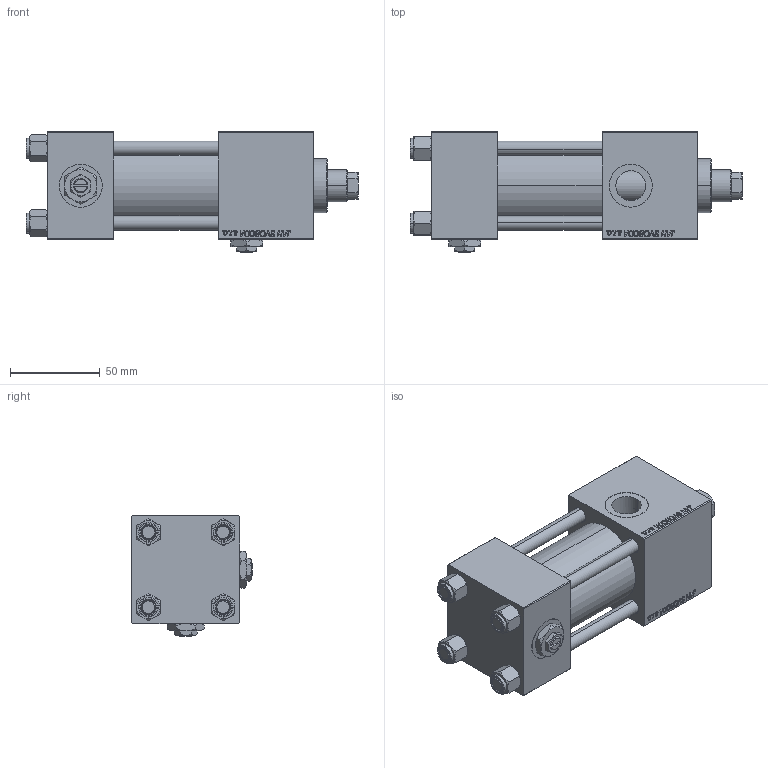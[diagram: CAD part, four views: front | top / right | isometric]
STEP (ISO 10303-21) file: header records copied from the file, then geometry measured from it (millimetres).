
FILE_DESCRIPTION (( 'STEP AP203' ), '1' );
FILE_NAME ('f006.STEP', '2022-04-15T21:27:26', ( '' ), ( '' ), 'SwSTEP 2.0', 'SolidWorks 2019', '' );
FILE_SCHEMA (( 'CONFIG_CONTROL_DESIGN' ));
Length unit declared in the file: millimetre
Products named in the file (7): V215_VC_A 2e48c516048a3845ad9b085ccd327914; Zatka_pro_OIL_PORT 2e48c516048a3845ad9b085ccd327914; V215CR_C_Body 2e48c516048a3845ad9b085ccd327914; V215CR_VCP_C 2e48c516048a3845ad9b085ccd327914; f006; V215CR_C_TYCINKA 2e48c516048a3845ad9b085ccd327914; NUT_M5_C 2e48c516048a3845ad9b085ccd327914
Assembly tree (13 placements, depth 2):
  f006
    V215CR_C_Body 2e48c516048a3845ad9b085ccd327914
    V215CR_VCP_C 2e48c516048a3845ad9b085ccd327914
    NUT_M5_C 2e48c516048a3845ad9b085ccd327914  x4
    V215CR_C_TYCINKA 2e48c516048a3845ad9b085ccd327914  x4
    V215_VC_A 2e48c516048a3845ad9b085ccd327914
    Zatka_pro_OIL_PORT 2e48c516048a3845ad9b085ccd327914  x2
Bounding box: 185 x 67 x 67 mm (x, y, z)
Volume: 398791.8 mm3; surface area: 108413.8 mm2
Topology: 13 solids, 13 shells, 1256 faces, 3118 edges, 2011 vertices
Faces by surface type: plane 576, bspline 392, cone 178, cylinder 102, torus 8
Entity records: 52403 total; most frequent: CARTESIAN_POINT 27752, ORIENTED_EDGE 5536, DIRECTION 3586, EDGE_CURVE 2768, VERTEX_POINT 1809, VECTOR 1644, LINE 1644, EDGE_LOOP 1231
